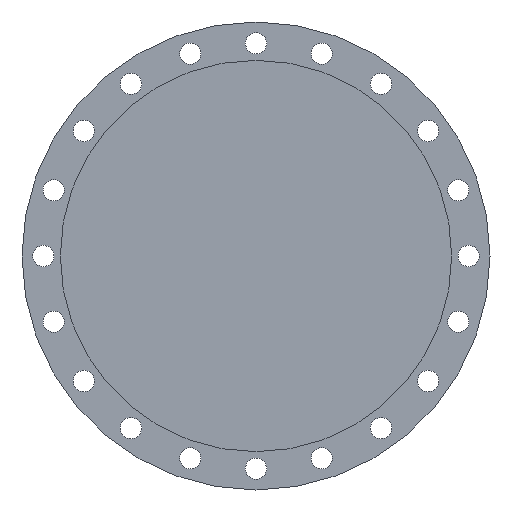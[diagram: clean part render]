
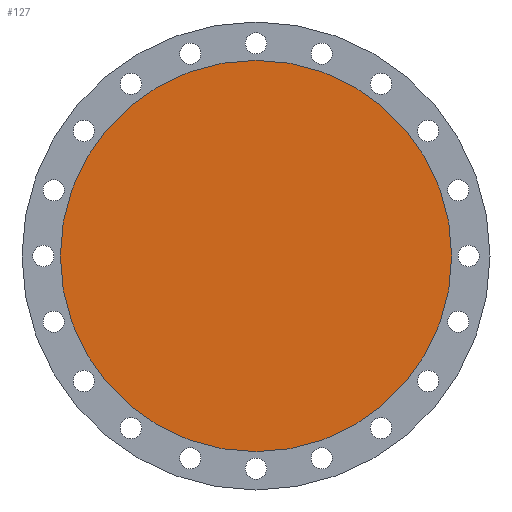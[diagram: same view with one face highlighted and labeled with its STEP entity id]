
A CAD part, left-side view. The second image highlights one B-rep face of the part: STEP entity #127.
In plain terms, the highlighted planar face has unit normal (-1, 0, 0).
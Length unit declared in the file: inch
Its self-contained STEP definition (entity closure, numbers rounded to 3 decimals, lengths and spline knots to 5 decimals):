
#15 = CIRCLE ( 'NONE', #1228, 11.5 ) ;
#60 = ORIENTED_EDGE ( 'NONE', *, *, #219, .T. ) ;
#127 = ADVANCED_FACE ( 'NONE', ( #1050 ), #1481, .T. ) ;
#219 = EDGE_CURVE ( 'NONE', #1633, #1312, #496, .T. ) ;
#279 = DIRECTION ( 'NONE',  ( -1., 0., 0. ) ) ;
#458 = DIRECTION ( 'NONE',  ( 0., 0., 1. ) ) ;
#471 = AXIS2_PLACEMENT_3D ( 'NONE', #1016, #1288, #458 ) ;
#496 = CIRCLE ( 'NONE', #471, 11.5 ) ;
#544 = DIRECTION ( 'NONE',  ( -1., 0., 0. ) ) ;
#812 = DIRECTION ( 'NONE',  ( 0., 0., 1. ) ) ;
#865 = CARTESIAN_POINT ( 'NONE',  ( 0., 0., 0. ) ) ;
#925 = CARTESIAN_POINT ( 'NONE',  ( 0., 0., -11.5 ) ) ;
#1016 = CARTESIAN_POINT ( 'NONE',  ( 0., 0., 0. ) ) ;
#1050 = FACE_OUTER_BOUND ( 'NONE', #1687, .T. ) ;
#1101 = DIRECTION ( 'NONE',  ( 0., 0., 1. ) ) ;
#1228 = AXIS2_PLACEMENT_3D ( 'NONE', #865, #544, #1101 ) ;
#1288 = DIRECTION ( 'NONE',  ( -1., 0., 0. ) ) ;
#1312 = VERTEX_POINT ( 'NONE', #925 ) ;
#1439 = AXIS2_PLACEMENT_3D ( 'NONE', #1590, #279, #812 ) ;
#1460 = ORIENTED_EDGE ( 'NONE', *, *, #1505, .T. ) ;
#1481 = PLANE ( 'NONE',  #1439 ) ;
#1505 = EDGE_CURVE ( 'NONE', #1312, #1633, #15, .T. ) ;
#1542 = CARTESIAN_POINT ( 'NONE',  ( 0., 0., 11.5 ) ) ;
#1590 = CARTESIAN_POINT ( 'NONE',  ( 0., 0., 0. ) ) ;
#1633 = VERTEX_POINT ( 'NONE', #1542 ) ;
#1687 = EDGE_LOOP ( 'NONE', ( #60, #1460 ) ) ;
